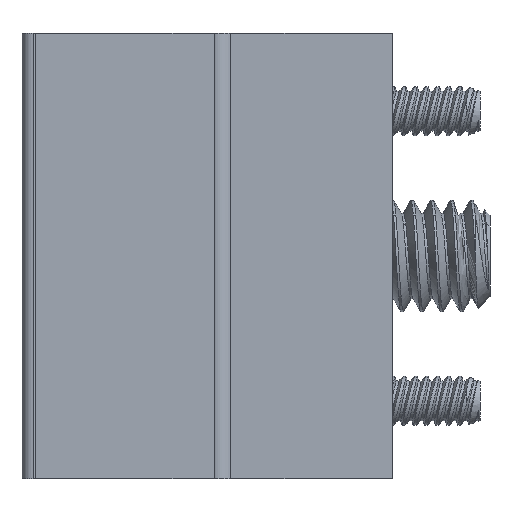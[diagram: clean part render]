
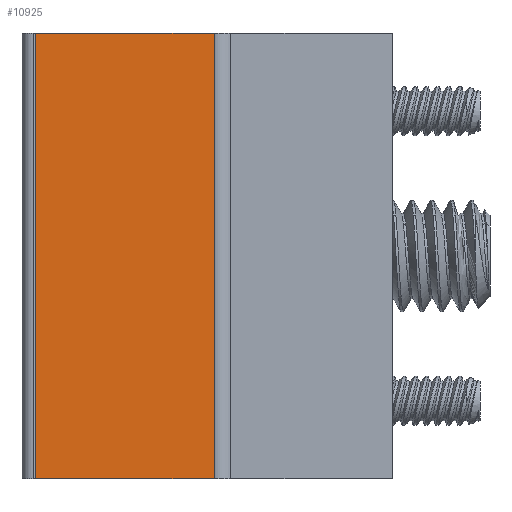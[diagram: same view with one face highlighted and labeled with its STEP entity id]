
A CAD part, left-side view. The second image highlights one B-rep face of the part: STEP entity #10925.
In plain terms, the highlighted planar face has unit normal (-1, 0, 0).
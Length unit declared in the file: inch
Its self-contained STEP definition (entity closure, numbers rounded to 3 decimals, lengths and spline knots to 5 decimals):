
#402 = CARTESIAN_POINT ( 'NONE',  ( -1., 1., -1.25 ) ) ;
#451 = CARTESIAN_POINT ( 'NONE',  ( -1., 0.5, -1.25 ) ) ;
#699 = VERTEX_POINT ( 'NONE', #7619 ) ;
#978 = ORIENTED_EDGE ( 'NONE', *, *, #7178, .T. ) ;
#1222 = LINE ( 'NONE', #9479, #9771 ) ;
#1421 = DIRECTION ( 'NONE',  ( 0., 0., 1. ) ) ;
#1943 = AXIS2_PLACEMENT_3D ( 'NONE', #5705, #6542, #1421 ) ;
#2030 = EDGE_LOOP ( 'NONE', ( #5262, #3818, #978, #2031 ) ) ;
#2031 = ORIENTED_EDGE ( 'NONE', *, *, #9865, .T. ) ;
#2256 = VECTOR ( 'NONE', #10653, 39.37008 ) ;
#2449 = VERTEX_POINT ( 'NONE', #4292 ) ;
#3302 = VERTEX_POINT ( 'NONE', #402 ) ;
#3818 = ORIENTED_EDGE ( 'NONE', *, *, #9015, .F. ) ;
#4292 = CARTESIAN_POINT ( 'NONE',  ( -1., 0.5, -1.25 ) ) ;
#4508 = DIRECTION ( 'NONE',  ( 0., -1., 0. ) ) ;
#4542 = LINE ( 'NONE', #9815, #2256 ) ;
#4706 = VECTOR ( 'NONE', #4508, 39.37008 ) ;
#5240 = DIRECTION ( 'NONE',  ( 0., 0., 1. ) ) ;
#5262 = ORIENTED_EDGE ( 'NONE', *, *, #10006, .F. ) ;
#5705 = CARTESIAN_POINT ( 'NONE',  ( -1., 0.5, -1.25 ) ) ;
#6423 = DIRECTION ( 'NONE',  ( 0., -1., 0. ) ) ;
#6542 = DIRECTION ( 'NONE',  ( -1., 0., 0. ) ) ;
#6557 = CARTESIAN_POINT ( 'NONE',  ( -1., 0.5, 0. ) ) ;
#6850 = LINE ( 'NONE', #10475, #4706 ) ;
#7062 = LINE ( 'NONE', #451, #9330 ) ;
#7178 = EDGE_CURVE ( 'NONE', #3302, #2449, #7062, .T. ) ;
#7619 = CARTESIAN_POINT ( 'NONE',  ( -1., 1., 0. ) ) ;
#9015 = EDGE_CURVE ( 'NONE', #3302, #699, #4542, .T. ) ;
#9330 = VECTOR ( 'NONE', #6423, 39.37008 ) ;
#9479 = CARTESIAN_POINT ( 'NONE',  ( -1., 0.5, -1.25 ) ) ;
#9771 = VECTOR ( 'NONE', #5240, 39.37008 ) ;
#9815 = CARTESIAN_POINT ( 'NONE',  ( -1., 1., -1.25 ) ) ;
#9865 = EDGE_CURVE ( 'NONE', #2449, #10350, #1222, .T. ) ;
#10006 = EDGE_CURVE ( 'NONE', #699, #10350, #6850, .T. ) ;
#10350 = VERTEX_POINT ( 'NONE', #6557 ) ;
#10475 = CARTESIAN_POINT ( 'NONE',  ( -1., 0.5, 0. ) ) ;
#10653 = DIRECTION ( 'NONE',  ( 0., 0., 1. ) ) ;
#10755 = PLANE ( 'NONE',  #1943 ) ;
#10925 = ADVANCED_FACE ( 'NONE', ( #10957 ), #10755, .T. ) ;
#10957 = FACE_OUTER_BOUND ( 'NONE', #2030, .T. ) ;
